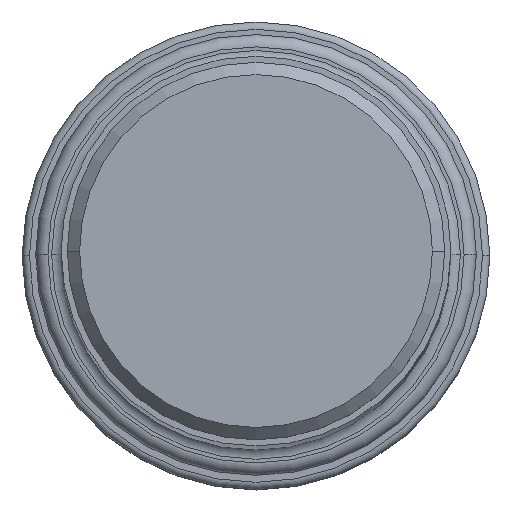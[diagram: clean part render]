
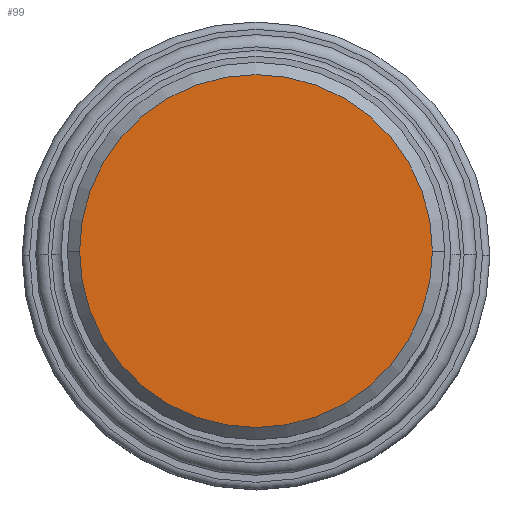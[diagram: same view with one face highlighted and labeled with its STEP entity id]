
A CAD part, top view. The second image highlights one B-rep face of the part: STEP entity #99.
In plain terms, the highlighted planar face has unit normal (0, 0, 1).
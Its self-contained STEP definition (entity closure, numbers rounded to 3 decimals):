
#50=PLANE('',#656);
#99=ADVANCED_FACE('',(#130),#50,.F.);
#130=FACE_OUTER_BOUND('',#161,.T.);
#161=EDGE_LOOP('',(#284,#285));
#284=ORIENTED_EDGE('',*,*,#386,.F.);
#285=ORIENTED_EDGE('',*,*,#384,.F.);
#323=VERTEX_POINT('',#997);
#324=VERTEX_POINT('',#999);
#384=EDGE_CURVE('',#323,#324,#435,.T.);
#386=EDGE_CURVE('',#324,#323,#436,.T.);
#435=CIRCLE('',#652,14.375);
#436=CIRCLE('',#654,14.375);
#652=AXIS2_PLACEMENT_3D('',#998,#844,#845);
#654=AXIS2_PLACEMENT_3D('',#1002,#849,#850);
#656=AXIS2_PLACEMENT_3D('',#1004,#853,#854);
#844=DIRECTION('',(0.,0.,-1.));
#845=DIRECTION('',(-1.,0.,0.));
#849=DIRECTION('',(0.,0.,-1.));
#850=DIRECTION('',(1.,0.,0.));
#853=DIRECTION('',(0.,0.,-1.));
#854=DIRECTION('',(1.,0.,0.));
#997=CARTESIAN_POINT('',(-14.375,0.,0.));
#998=CARTESIAN_POINT('',(0.,0.,0.));
#999=CARTESIAN_POINT('',(14.375,0.,0.));
#1002=CARTESIAN_POINT('',(0.,0.,0.));
#1004=CARTESIAN_POINT('',(0.,0.,0.));
